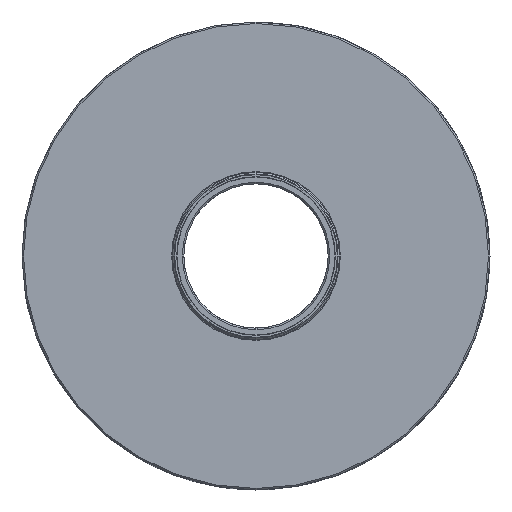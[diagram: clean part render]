
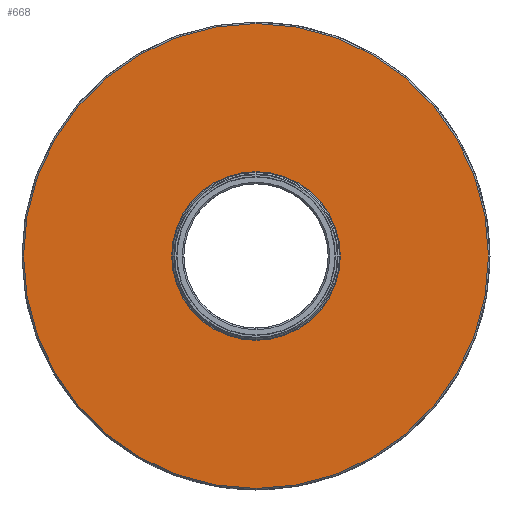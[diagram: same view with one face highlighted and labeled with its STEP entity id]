
A CAD part, left-side view. The second image highlights one B-rep face of the part: STEP entity #668.
In plain terms, the highlighted planar face has unit normal (-1, 0, 0).
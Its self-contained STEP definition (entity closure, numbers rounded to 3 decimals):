
#668=ADVANCED_FACE('',(#1400,#1402),#1404,.T.);
#1400=FACE_BOUND('',#1401,.T.);
#1401=EDGE_LOOP('',(#1920));
#1402=FACE_BOUND('',#1403,.T.);
#1403=EDGE_LOOP('',(#1921));
#1404=PLANE('',#1405);
#1405=AXIS2_PLACEMENT_3D('',#1406,#1407,#1408);
#1406=CARTESIAN_POINT('',(-66.15,0.,0.));
#1407=DIRECTION('',(-1.,0.,0.));
#1408=DIRECTION('',(0.,0.,1.));
#1920=ORIENTED_EDGE('',*,*,#2153,.T.);
#1921=ORIENTED_EDGE('',*,*,#2157,.F.);
#2153=EDGE_CURVE('',#2431,#2431,#2432,.T.);
#2157=EDGE_CURVE('',#2439,#2439,#2440,.T.);
#2431=VERTEX_POINT('',#4200);
#2432=CIRCLE('',#4201,153.);
#2439=VERTEX_POINT('',#4220);
#2440=CIRCLE('',#4221,55.5);
#4200=CARTESIAN_POINT('',(-66.15,0.,153.));
#4201=AXIS2_PLACEMENT_3D('',#4202,#4203,#4204);
#4202=CARTESIAN_POINT('',(-66.15,0.,0.));
#4203=DIRECTION('',(-1.,0.,0.));
#4204=DIRECTION('',(0.,0.,1.));
#4220=CARTESIAN_POINT('',(-66.15,0.,55.5));
#4221=AXIS2_PLACEMENT_3D('',#4222,#4223,#4224);
#4222=CARTESIAN_POINT('',(-66.15,0.,0.));
#4223=DIRECTION('',(-1.,0.,0.));
#4224=DIRECTION('',(0.,0.,1.));
